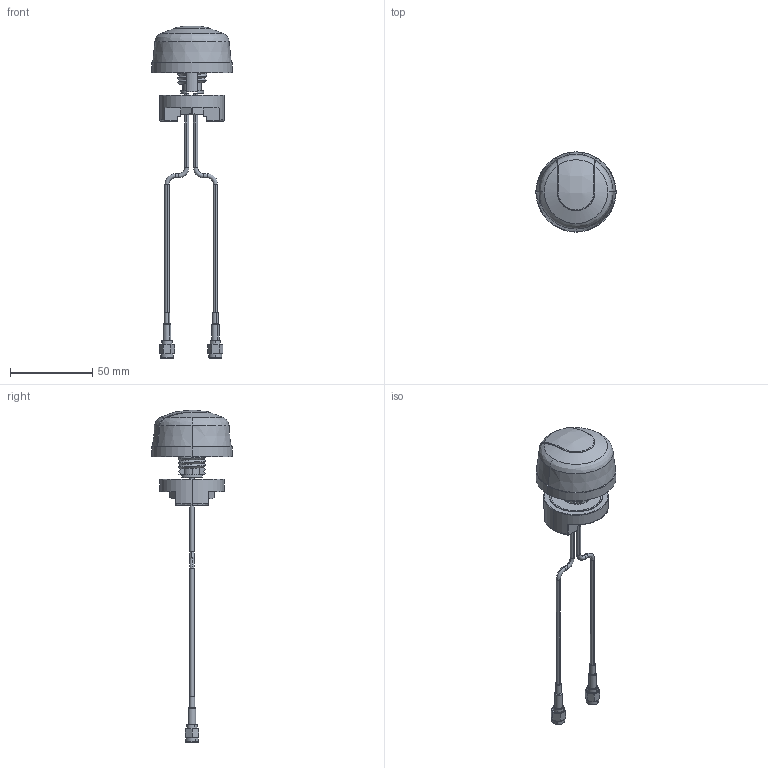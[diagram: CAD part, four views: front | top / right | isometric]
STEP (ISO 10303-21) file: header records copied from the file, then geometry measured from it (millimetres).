
FILE_DESCRIPTION (( 'STEP AP214' ), '1' );
FILE_NAME ('MA520.A.BC.008_Web.STEP', '2022-03-25T10:11:43', ( '' ), ( '' ), 'SwSTEP 2.0', 'SolidWorks 2018', '' );
FILE_SCHEMA (( 'AUTOMOTIVE_DESIGN' ));
Length unit declared in the file: millimetre
Products named in the file (1): MA520.A.BC.008_Web
Bounding box: 48.8 x 48.8 x 201.97 mm (x, y, z)
Surface area: 19563.9 mm2 (no closed solid volume)
Topology: 0 solids, 15 shells, 337 faces, 964 edges, 622 vertices
Faces by surface type: cone 91, cylinder 90, bspline 80, plane 66, torus 10
Entity records: 32299 total; most frequent: CARTESIAN_POINT 20733, ORIENTED_EDGE 1658, DIRECTION 1495, EDGE_CURVE 960, VERTEX_POINT 622, AXIS2_PLACEMENT_3D 591, EDGE_LOOP 350, UNCERTAINTY_MEASURE_WITH_UNIT 339
